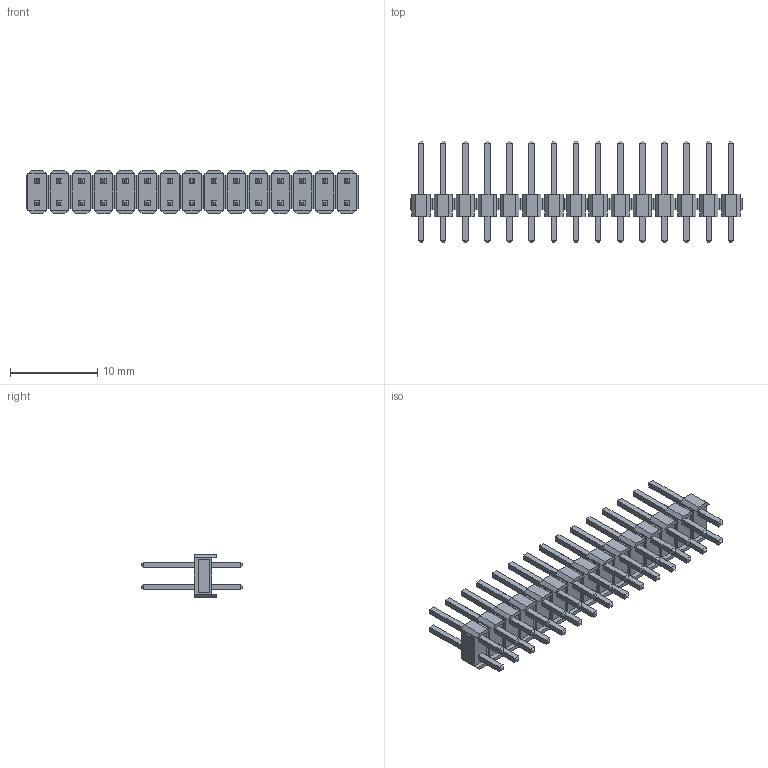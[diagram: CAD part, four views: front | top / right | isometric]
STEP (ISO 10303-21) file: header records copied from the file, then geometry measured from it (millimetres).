
FILE_DESCRIPTION (( 'STEP AP214' ), '1' );
FILE_NAME ('PLD-30.STEP', '2019-06-28T08:57:11', ( '' ), ( '' ), 'SwSTEP 2.0', 'SolidWorks 2018', '' );
FILE_SCHEMA (( 'AUTOMOTIVE_DESIGN' ));
Length unit declared in the file: millimetre
Products named in the file (1): PLD-30
Bounding box: 38.1 x 11.64 x 5 mm (x, y, z)
Volume: 465 mm3; surface area: 1562.4 mm2
Topology: 15 solids, 15 shells, 900 faces, 2040 edges, 1260 vertices
Faces by surface type: plane 900
Entity records: 34304 total; most frequent: CARTESIAN_POINT 4201, ORIENTED_EDGE 4080, DIRECTION 3842, LINE 2040, EDGE_CURVE 2040, VECTOR 2040, VERTEX_POINT 1260, EDGE_LOOP 990
